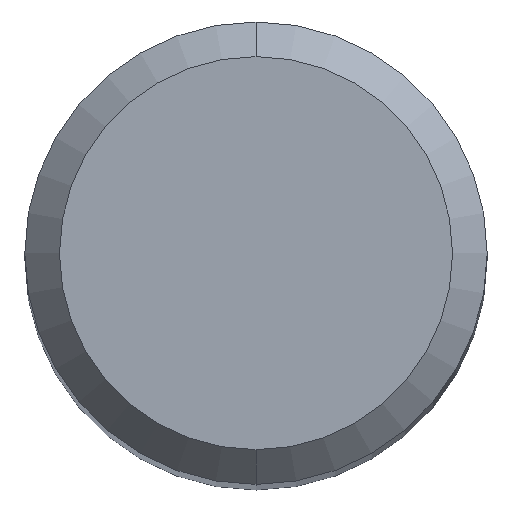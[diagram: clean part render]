
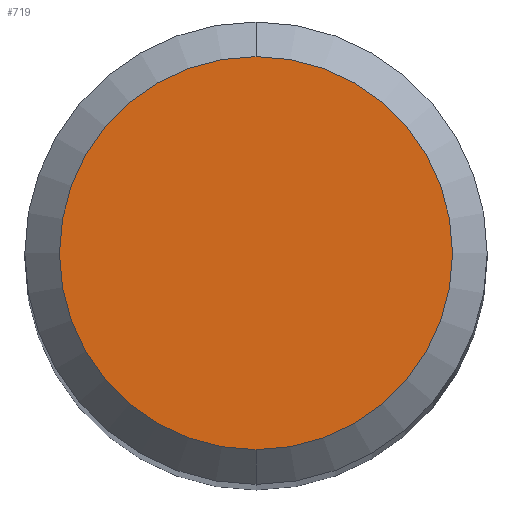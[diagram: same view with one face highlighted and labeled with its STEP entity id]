
A CAD part, top view. The second image highlights one B-rep face of the part: STEP entity #719.
In plain terms, the highlighted planar face has unit normal (0, 0, 1).
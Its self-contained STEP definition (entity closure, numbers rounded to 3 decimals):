
#567=VERTEX_POINT('',#1393);
#579=EDGE_CURVE('',#987,#567,#1406,.T.);
#607=EDGE_CURVE('',#567,#987,#1436,.T.);
#719=ADVANCED_FACE('',(#1557),#1558,.T.);
#987=VERTEX_POINT('',#1848);
#1393=CARTESIAN_POINT('',(0.0,1.7,0.0));
#1406=CIRCLE('',#2745,1.7);
#1436=CIRCLE('',#2848,1.7);
#1557=FACE_OUTER_BOUND('',#3383,.T.);
#1558=PLANE('',#3384);
#1848=CARTESIAN_POINT('',(0.,-1.7,0.0));
#2745=AXIS2_PLACEMENT_3D('',#6023,#6024,#6025);
#2848=AXIS2_PLACEMENT_3D('',#6048,#6049,#6050);
#3383=EDGE_LOOP('',(#6177,#6178));
#3384=AXIS2_PLACEMENT_3D('',#6179,#6180,#6181);
#6023=CARTESIAN_POINT('',(0.0,0.0,0.0));
#6024=DIRECTION('',(0.0,0.0,-1.0));
#6025=DIRECTION('',(0.0,1.0,0.0));
#6048=CARTESIAN_POINT('',(0.0,0.0,0.0));
#6049=DIRECTION('',(0.0,0.0,-1.0));
#6050=DIRECTION('',(0.0,1.0,0.0));
#6177=ORIENTED_EDGE('',*,*,#607,.F.);
#6178=ORIENTED_EDGE('',*,*,#579,.F.);
#6179=CARTESIAN_POINT('',(0.0,0.85,0.0));
#6180=DIRECTION('',(-0.0,0.0,1.0));
#6181=DIRECTION('',(0.0,-1.0,0.0));
